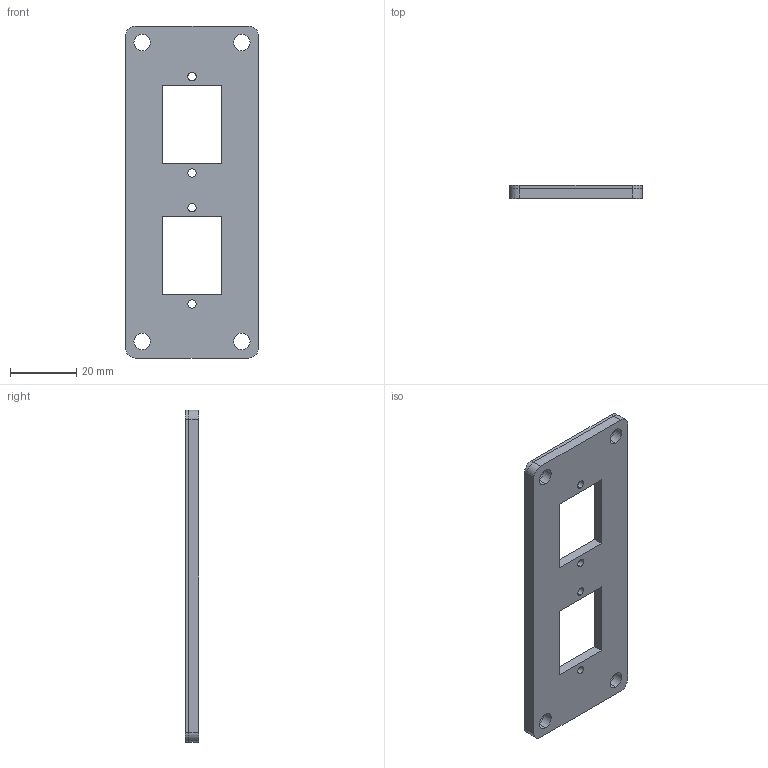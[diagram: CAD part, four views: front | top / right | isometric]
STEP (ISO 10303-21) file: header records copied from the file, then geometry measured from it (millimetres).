
FILE_DESCRIPTION (( 'STEP AP214' ), '1' );
FILE_NAME ('A0000004466.STEP', '2025-11-04T08:43:28', ( 'Microsoft' ), ( 'Microsoft' ), 'SwSTEP 2.0', 'SolidWorks 2025', '' );
FILE_SCHEMA (( 'AUTOMOTIVE_DESIGN' ));
Length unit declared in the file: millimetre
Products named in the file (3): P0000009473; P0000009472; A0000004466
Assembly tree (2 placements, depth 2):
  A0000004466
    P0000009472
    P0000009473
Bounding box: 40 x 4 x 100 mm (x, y, z)
Volume: 11458 mm3; surface area: 12866.6 mm2
Topology: 2 solids, 2 shells, 56 faces, 156 edges, 104 vertices
Faces by surface type: cylinder 32, plane 24
Entity records: 1972 total; most frequent: DIRECTION 342, CARTESIAN_POINT 321, ORIENTED_EDGE 312, EDGE_CURVE 156, AXIS2_PLACEMENT_3D 125, VERTEX_POINT 104, VECTOR 92, LINE 92
